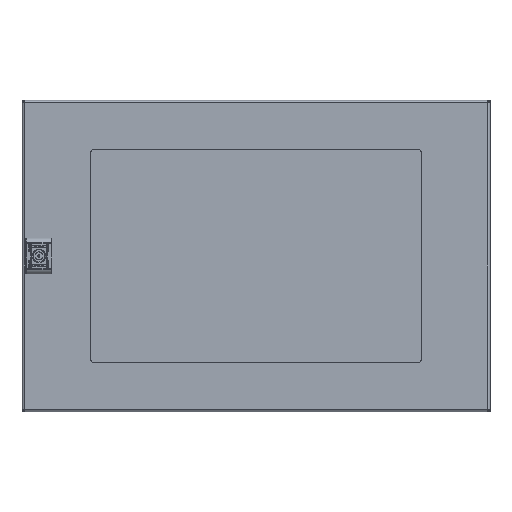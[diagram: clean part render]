
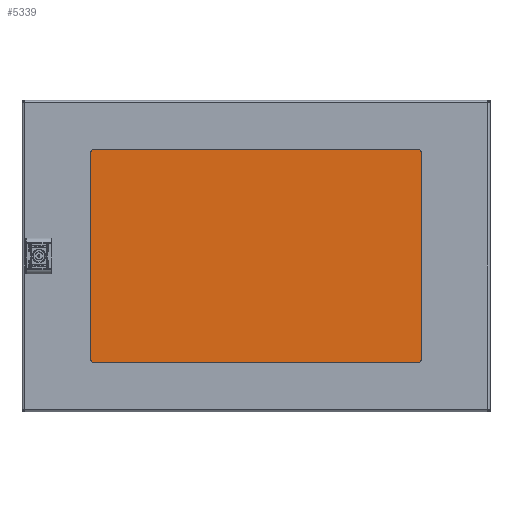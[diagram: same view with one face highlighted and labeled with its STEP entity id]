
A CAD part, top view. The second image highlights one B-rep face of the part: STEP entity #5339.
In plain terms, the highlighted planar face has unit normal (0, 0, 1).
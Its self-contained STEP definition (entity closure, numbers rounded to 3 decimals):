
#247 = AXIS2_PLACEMENT_3D ( 'NONE', #28166, #28171, #28172 ) ;
#663 = EDGE_LOOP ( 'NONE', ( #32096, #32093, #32091, #32090 ) ) ;
#5339 = ADVANCED_FACE ( 'NONE', ( #28409 ), #28168, .T. ) ;
#11193 = EDGE_CURVE ( 'NONE', #18754, #18722, #20539, .T. ) ;
#11196 = EDGE_CURVE ( 'NONE', #17246, #18754, #20550, .T. ) ;
#11199 = EDGE_CURVE ( 'NONE', #18743, #17246, #20556, .T. ) ;
#11202 = EDGE_CURVE ( 'NONE', #18722, #18743, #20562, .T. ) ;
#15062 = CARTESIAN_POINT ( 'NONE',  ( 220., -145.5, 0. ) ) ;
#15577 = CARTESIAN_POINT ( 'NONE',  ( -220., -145.5, 0. ) ) ;
#15869 = CARTESIAN_POINT ( 'NONE',  ( 220., 145.5, 0. ) ) ;
#15890 = CARTESIAN_POINT ( 'NONE',  ( -220., 145.5, 0. ) ) ;
#17246 = VERTEX_POINT ( 'NONE', #15577 ) ;
#18722 = VERTEX_POINT ( 'NONE', #15869 ) ;
#18743 = VERTEX_POINT ( 'NONE', #15890 ) ;
#18754 = VERTEX_POINT ( 'NONE', #15062 ) ;
#18956 = CARTESIAN_POINT ( 'NONE',  ( 220., 145.5, 0. ) ) ;
#18965 = DIRECTION ( 'NONE',  ( 0., 1., 0. ) ) ;
#18971 = CARTESIAN_POINT ( 'NONE',  ( -220., -145.5, 0. ) ) ;
#18972 = DIRECTION ( 'NONE',  ( 1., 0., 0. ) ) ;
#18977 = CARTESIAN_POINT ( 'NONE',  ( -220., 145.5, 0. ) ) ;
#18978 = DIRECTION ( 'NONE',  ( 0., -1., 0. ) ) ;
#18983 = CARTESIAN_POINT ( 'NONE',  ( -220., 145.5, 0. ) ) ;
#18984 = DIRECTION ( 'NONE',  ( -1., 0., 0. ) ) ;
#20539 = LINE ( 'NONE', #18956, #20546 ) ;
#20546 = VECTOR ( 'NONE', #18965, 1000. ) ;
#20550 = LINE ( 'NONE', #18971, #20553 ) ;
#20553 = VECTOR ( 'NONE', #18972, 1000. ) ;
#20556 = LINE ( 'NONE', #18977, #20559 ) ;
#20559 = VECTOR ( 'NONE', #18978, 1000. ) ;
#20562 = LINE ( 'NONE', #18983, #20565 ) ;
#20565 = VECTOR ( 'NONE', #18984, 1000. ) ;
#28166 = CARTESIAN_POINT ( 'NONE',  ( 0., 0., 0. ) ) ;
#28168 = PLANE ( 'NONE',  #247 ) ;
#28171 = DIRECTION ( 'NONE',  ( 0., 0., 1. ) ) ;
#28172 = DIRECTION ( 'NONE',  ( 1., 0., 0. ) ) ;
#28409 = FACE_OUTER_BOUND ( 'NONE', #663, .T. ) ;
#32090 = ORIENTED_EDGE ( 'NONE', *, *, #11196, .T. ) ;
#32091 = ORIENTED_EDGE ( 'NONE', *, *, #11199, .T. ) ;
#32093 = ORIENTED_EDGE ( 'NONE', *, *, #11202, .T. ) ;
#32096 = ORIENTED_EDGE ( 'NONE', *, *, #11193, .T. ) ;
